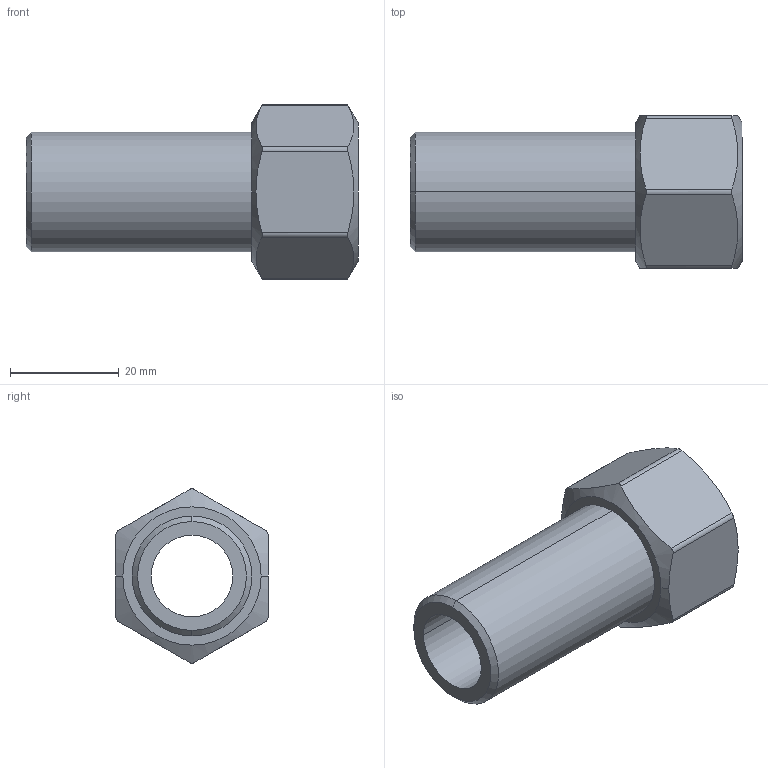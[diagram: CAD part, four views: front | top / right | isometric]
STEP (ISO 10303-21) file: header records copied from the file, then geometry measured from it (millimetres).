
FILE_DESCRIPTION (( 'STEP AP214' ), '1' );
FILE_NAME ('R237.022.012.STEP', '2019-10-24T14:14:30', ( '' ), ( '' ), 'SwSTEP 2.0', 'SolidWorks 2018', '' );
FILE_SCHEMA (( 'AUTOMOTIVE_DESIGN' ));
Length unit declared in the file: millimetre
Products named in the file (1): R237.022.012
Bounding box: 61 x 28 x 32.02 mm (x, y, z)
Volume: 16341.8 mm3; surface area: 8605 mm2
Topology: 1 solids, 1 shells, 28 faces, 70 edges, 46 vertices
Faces by surface type: cylinder 12, plane 10, cone 6
Entity records: 1036 total; most frequent: CARTESIAN_POINT 341, ORIENTED_EDGE 140, DIRECTION 118, EDGE_CURVE 70, AXIS2_PLACEMENT_3D 47, VERTEX_POINT 46, EDGE_LOOP 32, ADVANCED_FACE 28
